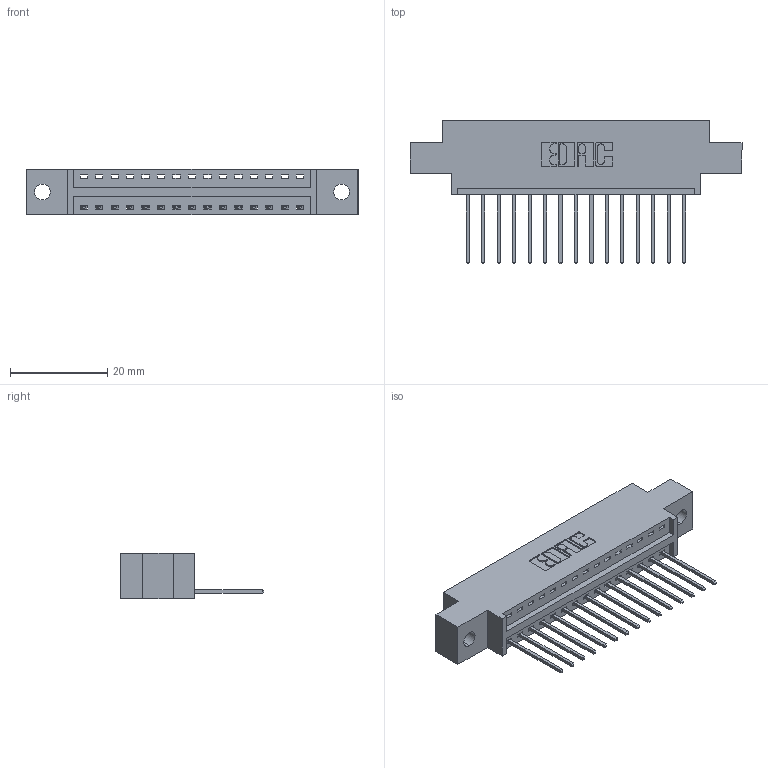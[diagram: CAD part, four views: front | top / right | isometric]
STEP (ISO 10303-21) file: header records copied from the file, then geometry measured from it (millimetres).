
FILE_DESCRIPTION (( 'STEP AP203' ), '1' );
FILE_NAME ('396-015-540-602.STEP', '2018-08-31T12:14:46', ( '' ), ( '' ), 'SwSTEP 2.0', 'SolidWorks 2016', '' );
FILE_SCHEMA (( 'CONFIG_CONTROL_DESIGN' ));
Length unit declared in the file: inch
Products named in the file (3): 346 Part_0.170 Offset - 0.128 Dia; 345-292-001_345-293-140; 396-015-540-602
Assembly tree (16 placements, depth 2):
  396-015-540-602
    346 Part_0.170 Offset - 0.128 Dia
    345-292-001_345-293-140  x15
Bounding box: 68.2 x 29.46 x 9.4 mm (x, y, z)
Volume: 6171.1 mm3; surface area: 7459.2 mm2
Topology: 16 solids, 16 shells, 996 faces, 2981 edges, 1966 vertices
Faces by surface type: plane 680, cylinder 316
Entity records: 13097 total; most frequent: CARTESIAN_POINT 2261, ORIENTED_EDGE 2210, DIRECTION 2027, EDGE_CURVE 1105, LINE 913, VECTOR 913, VERTEX_POINT 734, AXIS2_PLACEMENT_3D 557
